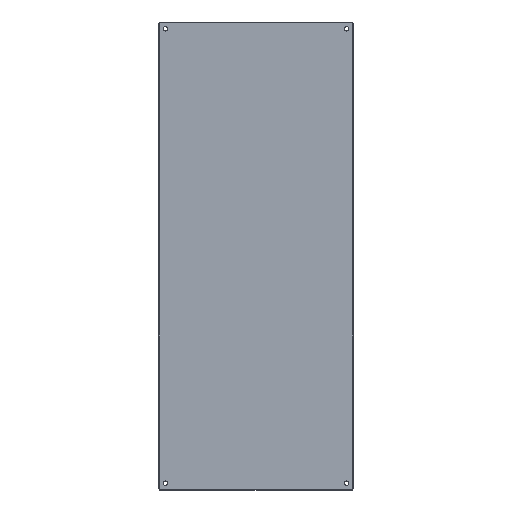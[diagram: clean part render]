
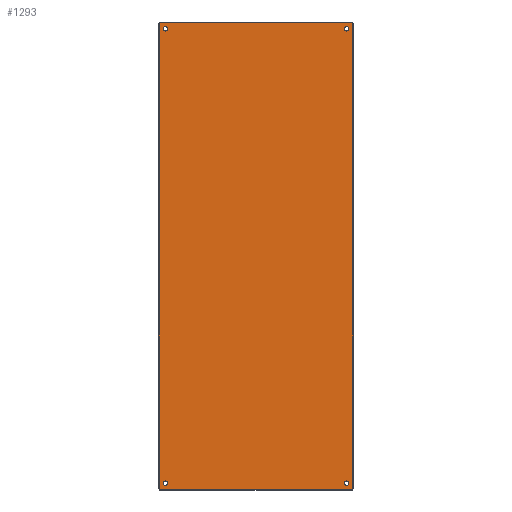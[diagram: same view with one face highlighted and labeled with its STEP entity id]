
A CAD part, top view. The second image highlights one B-rep face of the part: STEP entity #1293.
In plain terms, the highlighted planar face has unit normal (0, 0, 1).
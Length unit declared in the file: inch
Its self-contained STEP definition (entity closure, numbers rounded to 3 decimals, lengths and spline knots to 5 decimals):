
#79=CARTESIAN_POINT('',(24.4065,0.875,0.09375));
#80=VERTEX_POINT('',#79);
#81=CARTESIAN_POINT('',(24.125,0.875,0.09375));
#82=DIRECTION('',(0.0,0.0,-1.0));
#83=DIRECTION('',(1.0,0.0,0.0));
#84=AXIS2_PLACEMENT_3D('',#81,#82,#83);
#85=CIRCLE('',#84,0.2815);
#86=EDGE_CURVE('',#80,#80,#85,.T.);
#107=CARTESIAN_POINT('',(24.4065,59.125,0.09375));
#108=VERTEX_POINT('',#107);
#109=CARTESIAN_POINT('',(24.125,59.125,0.09375));
#110=DIRECTION('',(0.0,0.0,-1.0));
#111=DIRECTION('',(1.0,0.0,0.0));
#112=AXIS2_PLACEMENT_3D('',#109,#110,#111);
#113=CIRCLE('',#112,0.2815);
#114=EDGE_CURVE('',#108,#108,#113,.T.);
#135=CARTESIAN_POINT('',(1.1565,0.875,0.09375));
#136=VERTEX_POINT('',#135);
#137=CARTESIAN_POINT('',(0.875,0.875,0.09375));
#138=DIRECTION('',(0.0,0.0,-1.0));
#139=DIRECTION('',(1.0,0.0,0.0));
#140=AXIS2_PLACEMENT_3D('',#137,#138,#139);
#141=CIRCLE('',#140,0.2815);
#142=EDGE_CURVE('',#136,#136,#141,.T.);
#163=CARTESIAN_POINT('',(1.1565,59.125,0.09375));
#164=VERTEX_POINT('',#163);
#165=CARTESIAN_POINT('',(0.875,59.125,0.09375));
#166=DIRECTION('',(0.0,0.0,-1.0));
#167=DIRECTION('',(1.0,0.0,0.0));
#168=AXIS2_PLACEMENT_3D('',#165,#166,#167);
#169=CIRCLE('',#168,0.2815);
#170=EDGE_CURVE('',#164,#164,#169,.T.);
#201=CARTESIAN_POINT('',(24.875,59.875,0.09375));
#202=VERTEX_POINT('',#201);
#213=CARTESIAN_POINT('',(24.875,0.125,0.09375));
#214=VERTEX_POINT('',#213);
#215=CARTESIAN_POINT('',(24.875,0.125,0.09375));
#216=DIRECTION('',(0.0,1.0,0.0));
#217=VECTOR('',#216,59.75);
#218=LINE('',#215,#217);
#219=EDGE_CURVE('',#214,#202,#218,.T.);
#481=CARTESIAN_POINT('',(0.125,59.875,0.09375));
#482=VERTEX_POINT('',#481);
#493=CARTESIAN_POINT('',(24.875,59.875,0.09375));
#494=DIRECTION('',(-1.0,0.0,0.0));
#495=VECTOR('',#494,24.75);
#496=LINE('',#493,#495);
#497=EDGE_CURVE('',#202,#482,#496,.T.);
#752=CARTESIAN_POINT('',(0.125,0.125,0.09375));
#753=VERTEX_POINT('',#752);
#764=CARTESIAN_POINT('',(0.125,59.875,0.09375));
#765=DIRECTION('',(0.0,-1.0,0.0));
#766=VECTOR('',#765,59.75);
#767=LINE('',#764,#766);
#768=EDGE_CURVE('',#482,#753,#767,.T.);
#1033=CARTESIAN_POINT('',(0.125,0.125,0.09375));
#1034=DIRECTION('',(1.0,0.0,0.0));
#1035=VECTOR('',#1034,24.75);
#1036=LINE('',#1033,#1035);
#1037=EDGE_CURVE('',#753,#214,#1036,.T.);
#1270=CARTESIAN_POINT('',(12.5,30.,0.09375));
#1271=DIRECTION('',(0.0,0.0,1.0));
#1272=DIRECTION('',(1.0,0.0,0.0));
#1273=AXIS2_PLACEMENT_3D('',#1270,#1271,#1272);
#1274=PLANE('',#1273);
#1275=ORIENTED_EDGE('',*,*,#219,.T.);
#1276=ORIENTED_EDGE('',*,*,#497,.T.);
#1277=ORIENTED_EDGE('',*,*,#768,.T.);
#1278=ORIENTED_EDGE('',*,*,#1037,.T.);
#1279=EDGE_LOOP('',(#1275,#1276,#1277,#1278));
#1280=FACE_OUTER_BOUND('',#1279,.T.);
#1281=ORIENTED_EDGE('',*,*,#86,.T.);
#1282=EDGE_LOOP('',(#1281));
#1283=FACE_BOUND('',#1282,.T.);
#1284=ORIENTED_EDGE('',*,*,#114,.T.);
#1285=EDGE_LOOP('',(#1284));
#1286=FACE_BOUND('',#1285,.T.);
#1287=ORIENTED_EDGE('',*,*,#142,.T.);
#1288=EDGE_LOOP('',(#1287));
#1289=FACE_BOUND('',#1288,.T.);
#1290=ORIENTED_EDGE('',*,*,#170,.T.);
#1291=EDGE_LOOP('',(#1290));
#1292=FACE_BOUND('',#1291,.T.);
#1293=ADVANCED_FACE('',(#1280,#1283,#1286,#1289,#1292),#1274,.T.);
